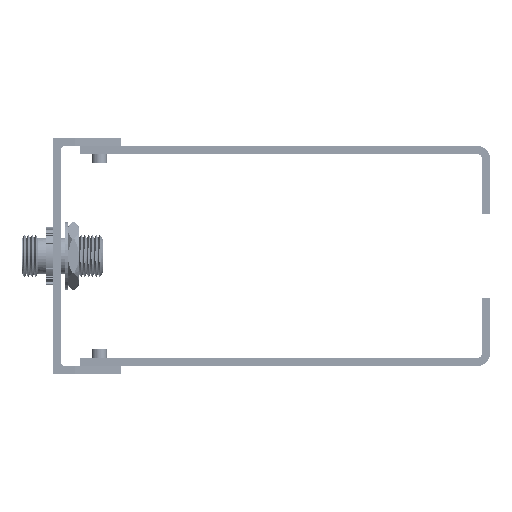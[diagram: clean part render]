
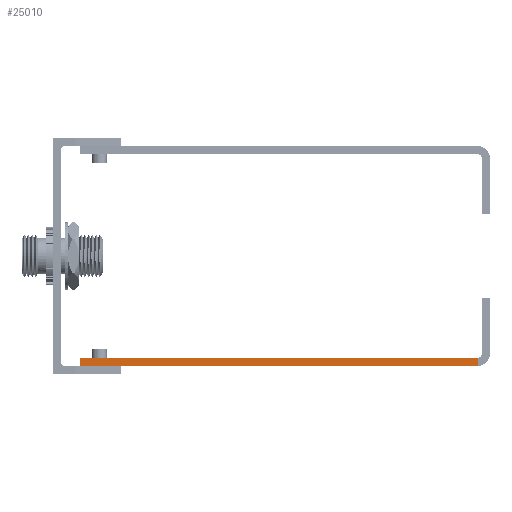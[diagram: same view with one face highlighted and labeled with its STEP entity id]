
A CAD part, left-side view. The second image highlights one B-rep face of the part: STEP entity #25010.
In plain terms, the highlighted face is planar.
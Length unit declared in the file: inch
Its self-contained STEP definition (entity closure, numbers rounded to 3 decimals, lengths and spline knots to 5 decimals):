
#1603 = FACE_OUTER_BOUND ( 'NONE', #22453, .T. ) ;
#2251 = CARTESIAN_POINT ( 'NONE',  ( 1.409, -5.96216, -0.5 ) ) ;
#2756 = LINE ( 'NONE', #27446, #30954 ) ;
#3542 = CARTESIAN_POINT ( 'NONE',  ( -1.5, -5.96216, -0.5 ) ) ;
#3809 = EDGE_CURVE ( 'NONE', #21717, #27890, #2756, .T. ) ;
#5266 = EDGE_CURVE ( 'NONE', #27890, #7826, #25170, .T. ) ;
#5309 = ORIENTED_EDGE ( 'NONE', *, *, #11705, .F. ) ;
#5590 = LINE ( 'NONE', #44774, #43588 ) ;
#7252 = DIRECTION ( 'NONE',  ( 0., 1., 0. ) ) ;
#7826 = VERTEX_POINT ( 'NONE', #28148 ) ;
#8024 = CARTESIAN_POINT ( 'NONE',  ( -1.5, 0.19, -0.5 ) ) ;
#8863 = LINE ( 'NONE', #2251, #17518 ) ;
#9508 = DIRECTION ( 'NONE',  ( 1., 0., 0. ) ) ;
#9549 = CARTESIAN_POINT ( 'NONE',  ( -1.5, 0.25, -0.5 ) ) ;
#10770 = PLANE ( 'NONE',  #27888 ) ;
#11705 = EDGE_CURVE ( 'NONE', #21273, #7826, #8863, .T. ) ;
#13344 = DIRECTION ( 'NONE',  ( 0., 1., 0. ) ) ;
#14610 = CARTESIAN_POINT ( 'NONE',  ( -1.5, 0.25, -0.5 ) ) ;
#15469 = CARTESIAN_POINT ( 'NONE',  ( 1.409, 0.19, -0.5 ) ) ;
#17518 = VECTOR ( 'NONE', #13344, 39.37008 ) ;
#17789 = ORIENTED_EDGE ( 'NONE', *, *, #3809, .T. ) ;
#21273 = VERTEX_POINT ( 'NONE', #15469 ) ;
#21717 = VERTEX_POINT ( 'NONE', #8024 ) ;
#22453 = EDGE_LOOP ( 'NONE', ( #34555, #5309, #43105, #17789 ) ) ;
#25010 = ADVANCED_FACE ( 'NONE', ( #1603 ), #10770, .F. ) ;
#25170 = LINE ( 'NONE', #9549, #34988 ) ;
#26329 = DIRECTION ( 'NONE',  ( 0., 1., 0. ) ) ;
#27446 = CARTESIAN_POINT ( 'NONE',  ( -1.5, -5.96216, -0.5 ) ) ;
#27888 = AXIS2_PLACEMENT_3D ( 'NONE', #3542, #29281, #7252 ) ;
#27890 = VERTEX_POINT ( 'NONE', #14610 ) ;
#28148 = CARTESIAN_POINT ( 'NONE',  ( 1.409, 0.25, -0.5 ) ) ;
#29281 = DIRECTION ( 'NONE',  ( 0., 0., 1. ) ) ;
#30954 = VECTOR ( 'NONE', #26329, 39.37008 ) ;
#32431 = EDGE_CURVE ( 'NONE', #21717, #21273, #5590, .T. ) ;
#33863 = DIRECTION ( 'NONE',  ( 1., 0., 0. ) ) ;
#34555 = ORIENTED_EDGE ( 'NONE', *, *, #5266, .T. ) ;
#34988 = VECTOR ( 'NONE', #9508, 39.37008 ) ;
#43105 = ORIENTED_EDGE ( 'NONE', *, *, #32431, .F. ) ;
#43588 = VECTOR ( 'NONE', #33863, 39.37008 ) ;
#44774 = CARTESIAN_POINT ( 'NONE',  ( -1.5, 0.19, -0.5 ) ) ;
